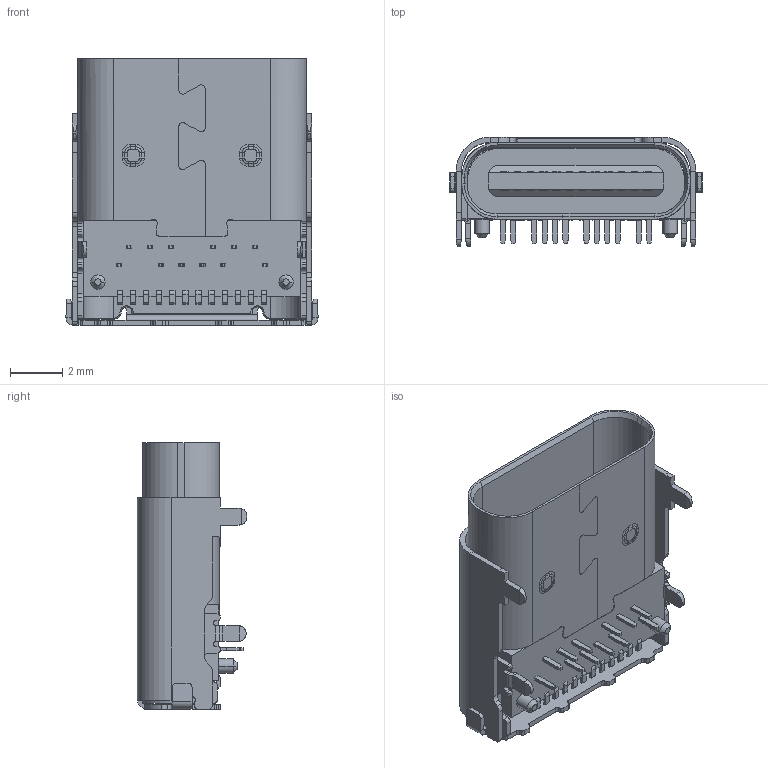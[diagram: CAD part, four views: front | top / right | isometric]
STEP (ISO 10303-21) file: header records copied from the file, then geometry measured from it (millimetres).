
FILE_DESCRIPTION((''),'2;1');
FILE_NAME('10137061C','2015-10-16T',('taik'),('FCI - ELX Division'),'PRO/ENGINEER BY PARAMETRIC TECHNOLOGY CORPORATION, 2013150','PRO/ENGINEER BY PARAMETRIC TECHNOLOGY CORPORATION, 2013150','');
FILE_SCHEMA(('AUTOMOTIVE_DESIGN { 1 0 10303 214 1 1 1 1 }'));
Length unit declared in the file: millimetre
Products named in the file (1): 10137061C
Bounding box: 9.65 x 4.2 x 10.2 mm (x, y, z)
Volume: 147.4 mm3; surface area: 808.8 mm2
Topology: 2 solids, 2 shells, 953 faces, 2627 edges, 1687 vertices
Faces by surface type: plane 600, cylinder 303, bspline 20, torus 16, cone 14
Entity records: 30790 total; most frequent: CARTESIAN_POINT 5956, ORIENTED_EDGE 5254, DIRECTION 5109, EDGE_CURVE 2627, VECTOR 1883, LINE 1883, VERTEX_POINT 1687, AXIS2_PLACEMENT_3D 1613
